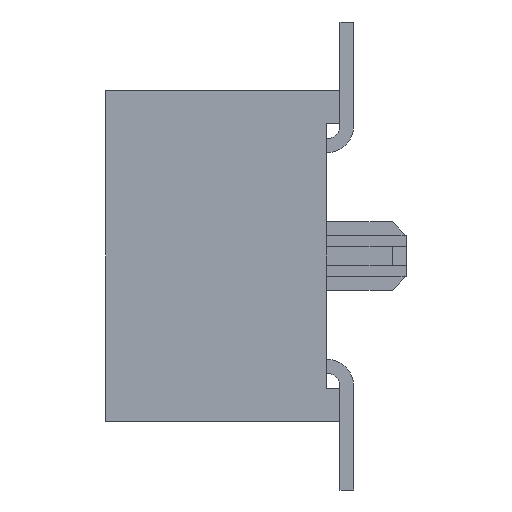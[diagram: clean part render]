
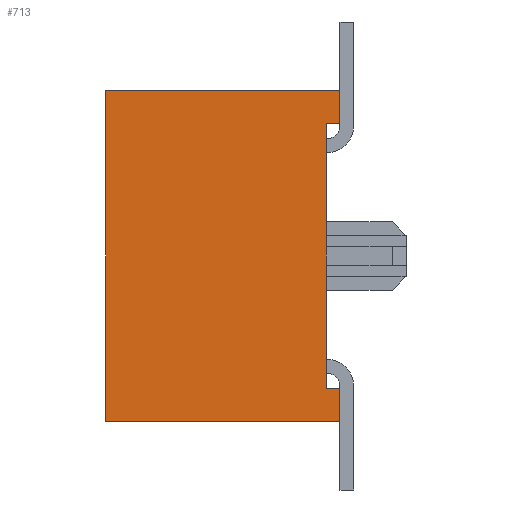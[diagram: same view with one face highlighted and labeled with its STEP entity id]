
A CAD part, left-side view. The second image highlights one B-rep face of the part: STEP entity #713.
In plain terms, the highlighted planar face has unit normal (-1, 0, 0).
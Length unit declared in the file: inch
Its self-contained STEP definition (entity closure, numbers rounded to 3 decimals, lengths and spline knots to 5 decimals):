
#713 = ADVANCED_FACE( '', ( #1694 ), #1695, .F. );
#1694 = FACE_OUTER_BOUND( '', #2966, .T. );
#1695 = PLANE( '', #2967 );
#2966 = EDGE_LOOP( '', ( #4974, #4975, #4976, #4977, #4978, #4979, #4980, #4981 ) );
#2967 = AXIS2_PLACEMENT_3D( '', #4982, #4983, #4984 );
#4974 = ORIENTED_EDGE( '', *, *, #8400, .T. );
#4975 = ORIENTED_EDGE( '', *, *, #8401, .T. );
#4976 = ORIENTED_EDGE( '', *, *, #8166, .F. );
#4977 = ORIENTED_EDGE( '', *, *, #8402, .F. );
#4978 = ORIENTED_EDGE( '', *, *, #7954, .T. );
#4979 = ORIENTED_EDGE( '', *, *, #8403, .T. );
#4980 = ORIENTED_EDGE( '', *, *, #8404, .T. );
#4981 = ORIENTED_EDGE( '', *, *, #8380, .T. );
#4982 = CARTESIAN_POINT( '', ( 0., 0.085, -0.06 ) );
#4983 = DIRECTION( '', ( 1., 0., 0. ) );
#4984 = DIRECTION( '', ( 0., 0., -1. ) );
#7954 = EDGE_CURVE( '', #9684, #9682, #9685, .T. );
#8166 = EDGE_CURVE( '', #10038, #10036, #10040, .T. );
#8380 = EDGE_CURVE( '', #10410, #10408, #10411, .T. );
#8400 = EDGE_CURVE( '', #10408, #10439, #10440, .T. );
#8401 = EDGE_CURVE( '', #10439, #10036, #10441, .T. );
#8402 = EDGE_CURVE( '', #9684, #10038, #10442, .T. );
#8403 = EDGE_CURVE( '', #9682, #10443, #10444, .T. );
#8404 = EDGE_CURVE( '', #10443, #10410, #10445, .T. );
#9682 = VERTEX_POINT( '', #12161 );
#9684 = VERTEX_POINT( '', #12164 );
#9685 = LINE( '', #12165, #12166 );
#10036 = VERTEX_POINT( '', #12657 );
#10038 = VERTEX_POINT( '', #12660 );
#10040 = LINE( '', #12663, #12664 );
#10408 = VERTEX_POINT( '', #13222 );
#10410 = VERTEX_POINT( '', #13225 );
#10411 = LINE( '', #13226, #13227 );
#10439 = VERTEX_POINT( '', #13266 );
#10440 = LINE( '', #13267, #13268 );
#10441 = LINE( '', #13269, #13270 );
#10442 = LINE( '', #13271, #13272 );
#10443 = VERTEX_POINT( '', #13273 );
#10444 = LINE( '', #13274, #13275 );
#10445 = LINE( '', #13276, #13277 );
#12161 = CARTESIAN_POINT( '', ( 0., 0., -0.06 ) );
#12164 = CARTESIAN_POINT( '', ( 0., 0.085, -0.06 ) );
#12165 = CARTESIAN_POINT( '', ( 0., 0.085, -0.06 ) );
#12166 = VECTOR( '', #15157, 39.37008 );
#12657 = CARTESIAN_POINT( '', ( 0., 0., 0.06 ) );
#12660 = CARTESIAN_POINT( '', ( 0., 0.085, 0.06 ) );
#12663 = CARTESIAN_POINT( '', ( 0., 0.085, 0.06 ) );
#12664 = VECTOR( '', #15381, 39.37008 );
#13222 = CARTESIAN_POINT( '', ( 0., 0.005, 0.048 ) );
#13225 = CARTESIAN_POINT( '', ( 0., 0.005, -0.048 ) );
#13226 = CARTESIAN_POINT( '', ( 0., 0.005, -0.048 ) );
#13227 = VECTOR( '', #15585, 39.37008 );
#13266 = CARTESIAN_POINT( '', ( 0., 0., 0.048 ) );
#13267 = CARTESIAN_POINT( '', ( 0., 0.005, 0.048 ) );
#13268 = VECTOR( '', #15603, 39.37008 );
#13269 = CARTESIAN_POINT( '', ( 0., 0., -0.06 ) );
#13270 = VECTOR( '', #15604, 39.37008 );
#13271 = CARTESIAN_POINT( '', ( 0., 0.085, -0.06 ) );
#13272 = VECTOR( '', #15605, 39.37008 );
#13273 = CARTESIAN_POINT( '', ( 0., 0., -0.048 ) );
#13274 = CARTESIAN_POINT( '', ( 0., 0., -0.06 ) );
#13275 = VECTOR( '', #15606, 39.37008 );
#13276 = CARTESIAN_POINT( '', ( 0., -0.005, -0.048 ) );
#13277 = VECTOR( '', #15607, 39.37008 );
#15157 = DIRECTION( '', ( 0., -1., 0. ) );
#15381 = DIRECTION( '', ( 0., -1., 0. ) );
#15585 = DIRECTION( '', ( 0., 0., 1. ) );
#15603 = DIRECTION( '', ( 0., -1., 0. ) );
#15604 = DIRECTION( '', ( 0., 0., 1. ) );
#15605 = DIRECTION( '', ( 0., 0., 1. ) );
#15606 = DIRECTION( '', ( 0., 0., 1. ) );
#15607 = DIRECTION( '', ( 0., 1., 0. ) );
